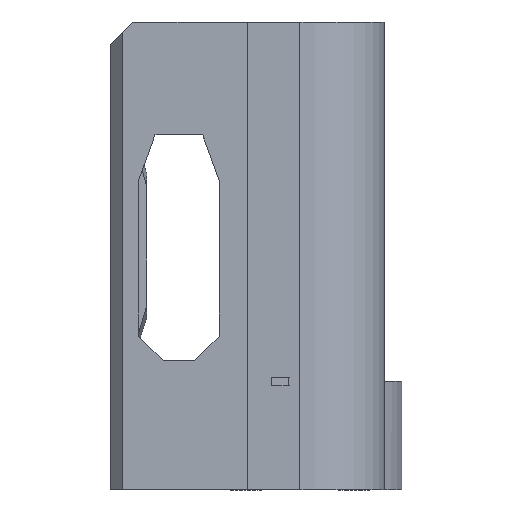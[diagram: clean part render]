
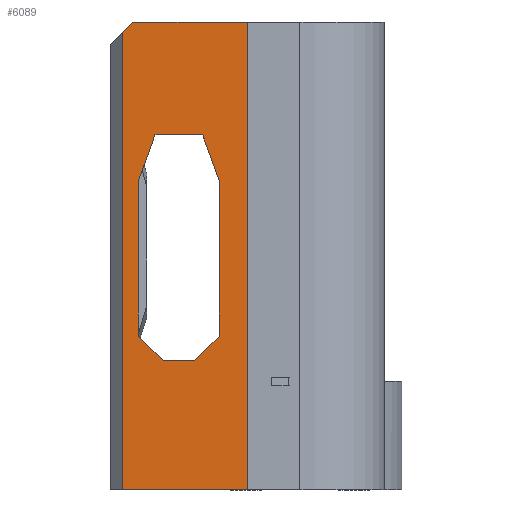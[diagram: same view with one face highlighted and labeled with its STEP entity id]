
A CAD part, front view. The second image highlights one B-rep face of the part: STEP entity #6089.
In plain terms, the highlighted planar face has unit normal (0, -1, 0).
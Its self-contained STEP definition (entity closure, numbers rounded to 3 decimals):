
#5 = PLANE ( 'NONE',  #3695 ) ;
#34 = VERTEX_POINT ( 'NONE', #3473 ) ;
#250 = VECTOR ( 'NONE', #3296, 1000. ) ;
#279 = ORIENTED_EDGE ( 'NONE', *, *, #5967, .T. ) ;
#556 = VERTEX_POINT ( 'NONE', #2247 ) ;
#641 = CARTESIAN_POINT ( 'NONE',  ( -28.435, 10.5, 0.636 ) ) ;
#708 = CARTESIAN_POINT ( 'NONE',  ( -9.91, 10.5, 38.134 ) ) ;
#837 = LINE ( 'NONE', #7077, #1965 ) ;
#845 = LINE ( 'NONE', #5911, #6897 ) ;
#846 = EDGE_CURVE ( 'NONE', #4101, #5392, #837, .T. ) ;
#870 = CARTESIAN_POINT ( 'NONE',  ( 0., 10.5, 16. ) ) ;
#940 = VECTOR ( 'NONE', #1196, 1000. ) ;
#968 = ORIENTED_EDGE ( 'NONE', *, *, #5311, .T. ) ;
#1196 = DIRECTION ( 'NONE',  ( -0.342, 0., 0.94 ) ) ;
#1198 = VERTEX_POINT ( 'NONE', #4619 ) ;
#1238 = VERTEX_POINT ( 'NONE', #5769 ) ;
#1246 = CARTESIAN_POINT ( 'NONE',  ( -20.716, 10.5, 58. ) ) ;
#1273 = EDGE_CURVE ( 'NONE', #2634, #3250, #4842, .T. ) ;
#1278 = DIRECTION ( 'NONE',  ( 0.707, 0., -0.707 ) ) ;
#1510 = DIRECTION ( 'NONE',  ( -0.342, 0., -0.94 ) ) ;
#1707 = ORIENTED_EDGE ( 'NONE', *, *, #5544, .F. ) ;
#1771 = EDGE_CURVE ( 'NONE', #4606, #2634, #6322, .T. ) ;
#1810 = DIRECTION ( 'NONE',  ( 0., 0., 1. ) ) ;
#1827 = DIRECTION ( 'NONE',  ( 0., 0., 1. ) ) ;
#1844 = DIRECTION ( 'NONE',  ( -1., 0., 0. ) ) ;
#1925 = ORIENTED_EDGE ( 'NONE', *, *, #1771, .F. ) ;
#1965 = VECTOR ( 'NONE', #2042, 1000. ) ;
#1976 = EDGE_LOOP ( 'NONE', ( #279, #5201, #2756, #1707, #968 ) ) ;
#2042 = DIRECTION ( 'NONE',  ( -1., 0., 0. ) ) ;
#2044 = ORIENTED_EDGE ( 'NONE', *, *, #5695, .F. ) ;
#2116 = CARTESIAN_POINT ( 'NONE',  ( -6.5, 10.5, 0. ) ) ;
#2247 = CARTESIAN_POINT ( 'NONE',  ( -6.5, 10.5, 58. ) ) ;
#2274 = CARTESIAN_POINT ( 'NONE',  ( -23.5, 10.5, 0. ) ) ;
#2355 = LINE ( 'NONE', #2548, #4647 ) ;
#2500 = CARTESIAN_POINT ( 'NONE',  ( -10., 10.5, 19.071 ) ) ;
#2527 = VECTOR ( 'NONE', #1844, 1000. ) ;
#2545 = DIRECTION ( 'NONE',  ( 0.707, 0., 0.707 ) ) ;
#2548 = CARTESIAN_POINT ( 'NONE',  ( -22., 10.5, -1. ) ) ;
#2594 = LINE ( 'NONE', #708, #940 ) ;
#2617 = LINE ( 'NONE', #2116, #6569 ) ;
#2634 = VERTEX_POINT ( 'NONE', #2500 ) ;
#2663 = ORIENTED_EDGE ( 'NONE', *, *, #6150, .F. ) ;
#2756 = ORIENTED_EDGE ( 'NONE', *, *, #5157, .F. ) ;
#2883 = CARTESIAN_POINT ( 'NONE',  ( 0., 10.5, 0. ) ) ;
#2955 = EDGE_CURVE ( 'NONE', #3250, #4101, #2594, .T. ) ;
#2988 = CARTESIAN_POINT ( 'NONE',  ( -10., 10.5, 16. ) ) ;
#3152 = LINE ( 'NONE', #2883, #2527 ) ;
#3183 = EDGE_LOOP ( 'NONE', ( #4414, #1925, #2044, #3771, #2663, #5387, #3825, #4241 ) ) ;
#3201 = VERTEX_POINT ( 'NONE', #6458 ) ;
#3250 = VERTEX_POINT ( 'NONE', #4811 ) ;
#3296 = DIRECTION ( 'NONE',  ( -1., 0., 0. ) ) ;
#3353 = VECTOR ( 'NONE', #3982, 1000. ) ;
#3433 = EDGE_CURVE ( 'NONE', #1238, #4880, #4365, .T. ) ;
#3473 = CARTESIAN_POINT ( 'NONE',  ( -20., 10.5, 38.381 ) ) ;
#3497 = VECTOR ( 'NONE', #4632, 1000. ) ;
#3597 = DIRECTION ( 'NONE',  ( 0., -1., 0. ) ) ;
#3695 = AXIS2_PLACEMENT_3D ( 'NONE', #2274, #3597, #1810 ) ;
#3771 = ORIENTED_EDGE ( 'NONE', *, *, #3433, .F. ) ;
#3825 = ORIENTED_EDGE ( 'NONE', *, *, #846, .F. ) ;
#3856 = LINE ( 'NONE', #870, #4281 ) ;
#3982 = DIRECTION ( 'NONE',  ( 0.707, 0., 0.707 ) ) ;
#4066 = CARTESIAN_POINT ( 'NONE',  ( -1.565, 10.5, 0.636 ) ) ;
#4084 = VERTEX_POINT ( 'NONE', #1246 ) ;
#4088 = EDGE_CURVE ( 'NONE', #3201, #4084, #845, .T. ) ;
#4101 = VERTEX_POINT ( 'NONE', #5359 ) ;
#4241 = ORIENTED_EDGE ( 'NONE', *, *, #2955, .F. ) ;
#4270 = VECTOR ( 'NONE', #1510, 1000. ) ;
#4281 = VECTOR ( 'NONE', #4685, 1000. ) ;
#4365 = LINE ( 'NONE', #4066, #7087 ) ;
#4367 = LINE ( 'NONE', #5714, #3497 ) ;
#4414 = ORIENTED_EDGE ( 'NONE', *, *, #1273, .F. ) ;
#4606 = VERTEX_POINT ( 'NONE', #7007 ) ;
#4619 = CARTESIAN_POINT ( 'NONE',  ( -22., 10.5, 0. ) ) ;
#4632 = DIRECTION ( 'NONE',  ( 0., 0., -1. ) ) ;
#4647 = VECTOR ( 'NONE', #7045, 1000. ) ;
#4685 = DIRECTION ( 'NONE',  ( 1., 0., 0. ) ) ;
#4770 = VERTEX_POINT ( 'NONE', #7204 ) ;
#4802 = FACE_OUTER_BOUND ( 'NONE', #1976, .T. ) ;
#4811 = CARTESIAN_POINT ( 'NONE',  ( -10., 10.5, 38.381 ) ) ;
#4842 = LINE ( 'NONE', #2988, #7217 ) ;
#4880 = VERTEX_POINT ( 'NONE', #5118 ) ;
#5118 = CARTESIAN_POINT ( 'NONE',  ( -16.929, 10.5, 16. ) ) ;
#5157 = EDGE_CURVE ( 'NONE', #1198, #3201, #2355, .T. ) ;
#5201 = ORIENTED_EDGE ( 'NONE', *, *, #4088, .F. ) ;
#5311 = EDGE_CURVE ( 'NONE', #4770, #556, #2617, .T. ) ;
#5359 = CARTESIAN_POINT ( 'NONE',  ( -12.045, 10.5, 44. ) ) ;
#5387 = ORIENTED_EDGE ( 'NONE', *, *, #6511, .F. ) ;
#5392 = VERTEX_POINT ( 'NONE', #5456 ) ;
#5456 = CARTESIAN_POINT ( 'NONE',  ( -17.955, 10.5, 44. ) ) ;
#5500 = CARTESIAN_POINT ( 'NONE',  ( -23.5, 10.5, 58. ) ) ;
#5544 = EDGE_CURVE ( 'NONE', #4770, #1198, #3152, .T. ) ;
#5695 = EDGE_CURVE ( 'NONE', #4880, #4606, #3856, .T. ) ;
#5714 = CARTESIAN_POINT ( 'NONE',  ( -20., 10.5, 16. ) ) ;
#5769 = CARTESIAN_POINT ( 'NONE',  ( -20., 10.5, 19.071 ) ) ;
#5911 = CARTESIAN_POINT ( 'NONE',  ( -32.858, 10.5, 45.858 ) ) ;
#5967 = EDGE_CURVE ( 'NONE', #556, #4084, #6210, .T. ) ;
#6089 = ADVANCED_FACE ( 'NONE', ( #4802, #6998 ), #5, .T. ) ;
#6150 = EDGE_CURVE ( 'NONE', #34, #1238, #4367, .T. ) ;
#6205 = LINE ( 'NONE', #7013, #4270 ) ;
#6210 = LINE ( 'NONE', #5500, #250 ) ;
#6322 = LINE ( 'NONE', #641, #3353 ) ;
#6458 = CARTESIAN_POINT ( 'NONE',  ( -22., 10.5, 56.716 ) ) ;
#6511 = EDGE_CURVE ( 'NONE', #5392, #34, #6205, .T. ) ;
#6569 = VECTOR ( 'NONE', #6652, 1000. ) ;
#6652 = DIRECTION ( 'NONE',  ( 0., 0., 1. ) ) ;
#6897 = VECTOR ( 'NONE', #2545, 1000. ) ;
#6998 = FACE_BOUND ( 'NONE', #3183, .T. ) ;
#7007 = CARTESIAN_POINT ( 'NONE',  ( -13.071, 10.5, 16. ) ) ;
#7013 = CARTESIAN_POINT ( 'NONE',  ( -20.09, 10.5, 38.134 ) ) ;
#7045 = DIRECTION ( 'NONE',  ( 0., 0., 1. ) ) ;
#7077 = CARTESIAN_POINT ( 'NONE',  ( -20., 10.5, 44. ) ) ;
#7087 = VECTOR ( 'NONE', #1278, 1000. ) ;
#7204 = CARTESIAN_POINT ( 'NONE',  ( -6.5, 10.5, 0. ) ) ;
#7217 = VECTOR ( 'NONE', #1827, 1000. ) ;
